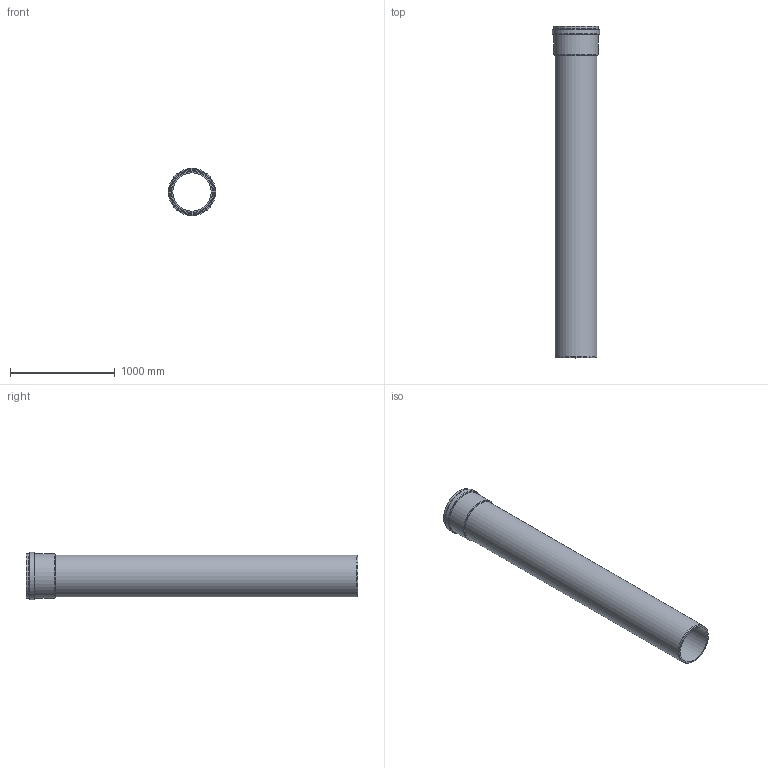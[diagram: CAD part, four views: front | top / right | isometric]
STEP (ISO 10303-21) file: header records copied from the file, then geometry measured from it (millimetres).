
FILE_DESCRIPTION(/* description */ (''),/* implementation_level */ '2;1');
FILE_NAME(/* name */ '780970 KG2000EM Rohr-Passlängen DN_OD 400x3000 SN16 Zusammenbau.stp',/* time_stamp */ '2018-12-03T08:16:45+01:00',/* author */ ('user1'),/* organization */ (''),/* preprocessor_version */ 'ST-DEVELOPER v16.1',/* originating_system */ 'Autodesk Inventor 2016',/* authorisation */ '');
FILE_SCHEMA (('AUTOMOTIVE_DESIGN { 1 0 10303 214 3 1 1 }'));
Length unit declared in the file: millimetre
Products named in the file (3): 780970 KG2000EM Rohr-Passlängen DN_OD 400x3000 Teil 1 SN16; 780970 KG2000EM Rohr-Passlängen DN_OD 400x3000 Teil 2 SN16; 780970 KG2000EM Rohr-Passlängen DN_OD 400x3000 SN16 Zusammenbau
Assembly tree (2 placements, depth 2):
  780970 KG2000EM Rohr-Passlängen DN_OD 400x3000 SN16 Zusammenbau
    780970 KG2000EM Rohr-Passlängen DN_OD 400x3000 Teil 1 SN16
    780970 KG2000EM Rohr-Passlängen DN_OD 400x3000 Teil 2 SN16
Bounding box: 449.9 x 3170 x 449.9 mm (x, y, z)
Volume: 65974649.8 mm3; surface area: 8066129.5 mm2
Topology: 2 solids, 2 shells, 41 faces, 73 edges, 41 vertices
Faces by surface type: torus 14, cylinder 11, plane 9, cone 7
Full cylindrical faces by diameter (mm): 365.8 x1, 376 x1, 400 x1, 401.7 x2, 402.1 x2, 423.061 x1, 423.9 x1, 427.7 x1, 449.9 x1
Entity records: 897 total; most frequent: DIRECTION 174, CARTESIAN_POINT 128, AXIS2_PLACEMENT_3D 87, EDGE_LOOP 82, ORIENTED_EDGE 82, FACE_BOUND 41, FACE_OUTER_BOUND 41, CIRCLE 41
